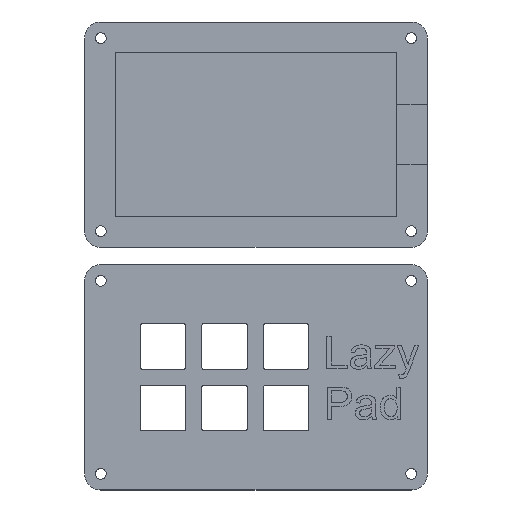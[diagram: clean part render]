
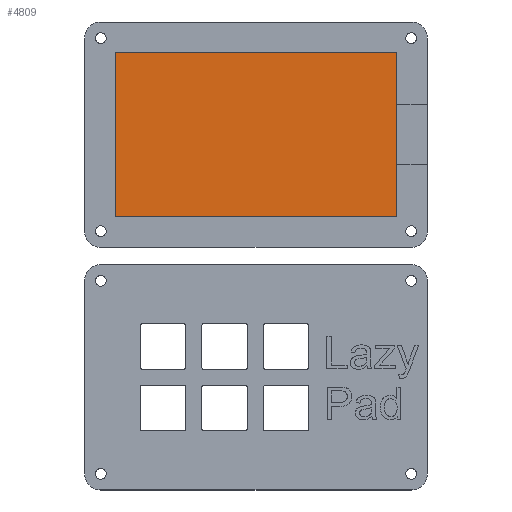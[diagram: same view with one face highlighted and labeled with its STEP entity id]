
A CAD part, top view. The second image highlights one B-rep face of the part: STEP entity #4809.
In plain terms, the highlighted planar face has unit normal (0, 0, 1).
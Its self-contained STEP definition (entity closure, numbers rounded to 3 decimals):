
#284=PLANE('',#5037);
#527=FACE_OUTER_BOUND('',#813,.T.);
#813=EDGE_LOOP('',(#4333,#4334,#4335,#4336));
#1213=LINE('',#9085,#1619);
#1214=LINE('',#9087,#1620);
#1215=LINE('',#9089,#1621);
#1216=LINE('',#9090,#1622);
#1619=VECTOR('',#5820,10.);
#1620=VECTOR('',#5821,10.);
#1621=VECTOR('',#5822,10.);
#1622=VECTOR('',#5823,10.);
#2305=VERTEX_POINT('',#9083);
#2306=VERTEX_POINT('',#9084);
#2307=VERTEX_POINT('',#9086);
#2308=VERTEX_POINT('',#9088);
#2989=EDGE_CURVE('',#2305,#2306,#1213,.T.);
#2990=EDGE_CURVE('',#2307,#2305,#1214,.T.);
#2991=EDGE_CURVE('',#2308,#2307,#1215,.T.);
#2992=EDGE_CURVE('',#2306,#2308,#1216,.T.);
#4333=ORIENTED_EDGE('',*,*,#2989,.F.);
#4334=ORIENTED_EDGE('',*,*,#2990,.F.);
#4335=ORIENTED_EDGE('',*,*,#2991,.F.);
#4336=ORIENTED_EDGE('',*,*,#2992,.F.);
#4809=ADVANCED_FACE('',(#527),#284,.T.);
#5037=AXIS2_PLACEMENT_3D('',#9082,#5818,#5819);
#5818=DIRECTION('center_axis',(0.,0.,1.));
#5819=DIRECTION('ref_axis',(1.,0.,0.));
#5820=DIRECTION('',(0.,1.,0.));
#5821=DIRECTION('',(-1.,0.,0.));
#5822=DIRECTION('',(0.,-1.,0.));
#5823=DIRECTION('',(1.,0.,0.));
#9082=CARTESIAN_POINT('Origin',(43.5,25.35,3.));
#9083=CARTESIAN_POINT('',(0.,0.,3.));
#9084=CARTESIAN_POINT('',(0.,50.7,3.));
#9085=CARTESIAN_POINT('',(0.,12.675,3.));
#9086=CARTESIAN_POINT('',(87.,0.,3.));
#9087=CARTESIAN_POINT('',(65.25,0.,3.));
#9088=CARTESIAN_POINT('',(87.,50.7,3.));
#9089=CARTESIAN_POINT('',(87.,38.025,3.));
#9090=CARTESIAN_POINT('',(21.75,50.7,3.));
